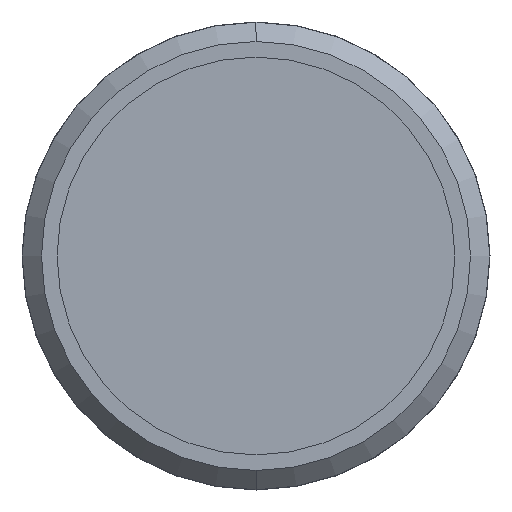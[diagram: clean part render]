
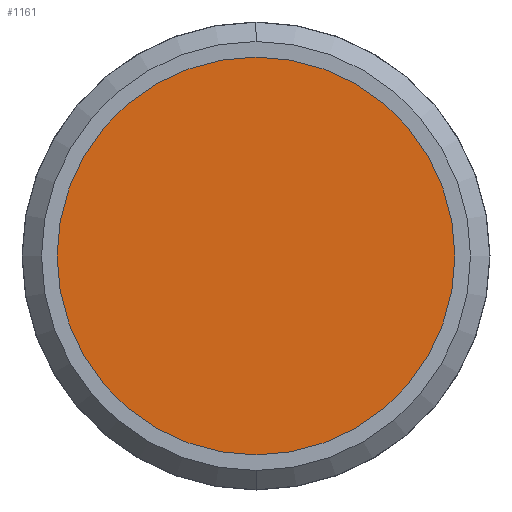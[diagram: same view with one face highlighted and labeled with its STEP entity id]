
A CAD part, front view. The second image highlights one B-rep face of the part: STEP entity #1161.
In plain terms, the highlighted planar face has unit normal (0, -1, 0).
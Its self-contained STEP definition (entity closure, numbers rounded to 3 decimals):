
#1161=ADVANCED_FACE('',(#2253),#2254,.T.);
#2253=FACE_OUTER_BOUND('',#3301,.T.);
#2254=PLANE('',#3302);
#3301=EDGE_LOOP('',(#6048,#6049));
#3302=AXIS2_PLACEMENT_3D('',#6050,#6051,#6052);
#6048=ORIENTED_EDGE('',*,*,#7083,.T.);
#6049=ORIENTED_EDGE('',*,*,#7096,.T.);
#6050=CARTESIAN_POINT('',(0.0,-0.01,3.825));
#6051=DIRECTION('',(0.0,-1.0,0.0));
#6052=DIRECTION('',(0.0,0.0,1.0));
#7083=EDGE_CURVE('',#8515,#8519,#8521,.T.);
#7096=EDGE_CURVE('',#8519,#8515,#8538,.T.);
#8515=VERTEX_POINT('',#10535);
#8519=VERTEX_POINT('',#10540);
#8521=CIRCLE('',#10543,7.65);
#8538=CIRCLE('',#10562,7.65);
#10535=CARTESIAN_POINT('',(0.0,-0.01,7.65));
#10540=CARTESIAN_POINT('',(0.,-0.01,-7.65));
#10543=AXIS2_PLACEMENT_3D('',#11972,#11973,#11974);
#10562=AXIS2_PLACEMENT_3D('',#11992,#11993,#11994);
#11972=CARTESIAN_POINT('',(0.0,-0.01,0.0));
#11973=DIRECTION('',(0.0,-1.0,0.0));
#11974=DIRECTION('',(0.0,0.0,1.0));
#11992=CARTESIAN_POINT('',(0.0,-0.01,0.0));
#11993=DIRECTION('',(0.0,-1.0,0.0));
#11994=DIRECTION('',(0.0,0.0,1.0));
